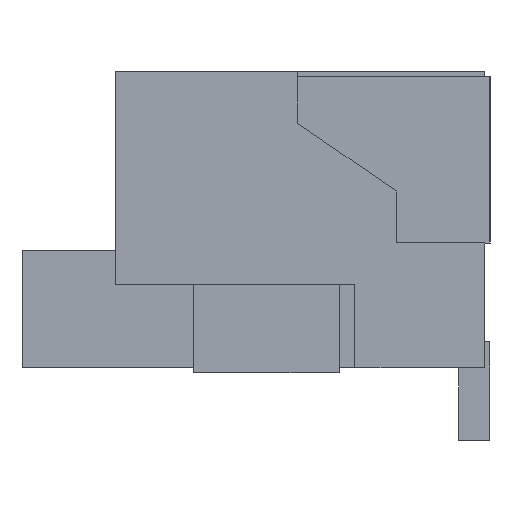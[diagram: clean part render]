
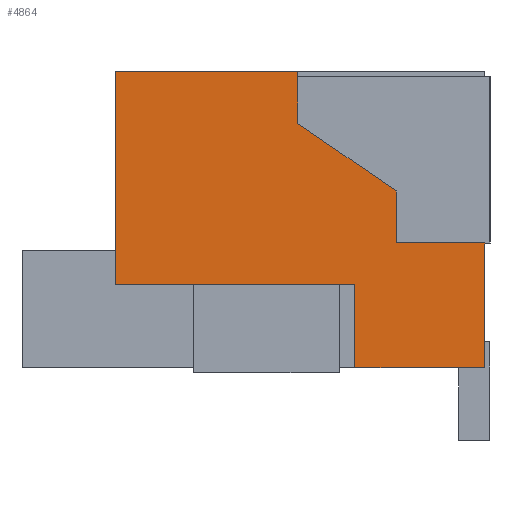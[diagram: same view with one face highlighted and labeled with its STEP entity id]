
A CAD part, left-side view. The second image highlights one B-rep face of the part: STEP entity #4864.
In plain terms, the highlighted planar face has unit normal (-1, 0, 0).
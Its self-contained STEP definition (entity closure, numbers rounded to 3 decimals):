
#4106 = DIRECTION ( 'NONE',  ( 0., 0., 1. ) ) ;
#4107 = VECTOR ( 'NONE', #4106, 1000. ) ;
#4108 = CARTESIAN_POINT ( 'NONE',  ( -11., 1.8, 0.55 ) ) ;
#4109 = LINE ( 'NONE', #4108, #4107 ) ;
#4294 = VERTEX_POINT ( 'NONE', #6754 ) ;
#4298 = VERTEX_POINT ( 'NONE', #6749 ) ;
#4302 = EDGE_CURVE ( 'NONE', #4298, #4294, #6809, .T. ) ;
#4501 = VERTEX_POINT ( 'NONE', #7098 ) ;
#4503 = EDGE_CURVE ( 'NONE', #4501, #4504, #7165, .T. ) ;
#4504 = VERTEX_POINT ( 'NONE', #7161 ) ;
#4598 = VERTEX_POINT ( 'NONE', #7307 ) ;
#4600 = EDGE_CURVE ( 'NONE', #4598, #4298, #7306, .T. ) ;
#4677 = VERTEX_POINT ( 'NONE', #7440 ) ;
#4683 = VERTEX_POINT ( 'NONE', #7430 ) ;
#4685 = EDGE_CURVE ( 'NONE', #4677, #4683, #7429, .T. ) ;
#4694 = VERTEX_POINT ( 'NONE', #7476 ) ;
#4696 = EDGE_CURVE ( 'NONE', #4598, #4694, #7475, .T. ) ;
#4787 = ORIENTED_EDGE ( 'NONE', *, *, #4788, .T. ) ;
#4788 = EDGE_CURVE ( 'NONE', #4683, #4504, #7634, .T. ) ;
#4789 = ORIENTED_EDGE ( 'NONE', *, *, #4503, .F. ) ;
#4790 = ORIENTED_EDGE ( 'NONE', *, *, #4791, .F. ) ;
#4791 = EDGE_CURVE ( 'NONE', #4848, #4501, #7630, .T. ) ;
#4848 = VERTEX_POINT ( 'NONE', #7730 ) ;
#4849 = ORIENTED_EDGE ( 'NONE', *, *, #4850, .F. ) ;
#4850 = EDGE_CURVE ( 'NONE', #4851, #4848, #7729, .T. ) ;
#4851 = VERTEX_POINT ( 'NONE', #7725 ) ;
#4852 = ORIENTED_EDGE ( 'NONE', *, *, #4853, .F. ) ;
#4853 = EDGE_CURVE ( 'NONE', #4294, #4851, #7724, .T. ) ;
#4854 = ORIENTED_EDGE ( 'NONE', *, *, #4302, .F. ) ;
#4864 = ADVANCED_FACE ( 'NONE', ( #7765 ), #7764, .T. ) ;
#4865 = EDGE_LOOP ( 'NONE', ( #4866, #4867, #4868, #4869, #4787, #4789, #4790, #4849, #4852, #4854 ) ) ;
#4866 = ORIENTED_EDGE ( 'NONE', *, *, #4600, .F. ) ;
#4867 = ORIENTED_EDGE ( 'NONE', *, *, #4696, .T. ) ;
#4868 = ORIENTED_EDGE ( 'NONE', *, *, #7854, .T. ) ;
#4869 = ORIENTED_EDGE ( 'NONE', *, *, #4685, .T. ) ;
#6749 = CARTESIAN_POINT ( 'NONE',  ( -11., 0.1, -2.85 ) ) ;
#6754 = CARTESIAN_POINT ( 'NONE',  ( -11., 2.6, -2.85 ) ) ;
#6806 = DIRECTION ( 'NONE',  ( 0., 1., 0. ) ) ;
#6807 = VECTOR ( 'NONE', #6806, 1000. ) ;
#6808 = CARTESIAN_POINT ( 'NONE',  ( -11., 0.1, -2.85 ) ) ;
#6809 = LINE ( 'NONE', #6808, #6807 ) ;
#7098 = CARTESIAN_POINT ( 'NONE',  ( -11., 7.2, 2.85 ) ) ;
#7161 = CARTESIAN_POINT ( 'NONE',  ( -11., 3.7, 2.85 ) ) ;
#7162 = DIRECTION ( 'NONE',  ( 0., -1., 0. ) ) ;
#7163 = VECTOR ( 'NONE', #7162, 1000. ) ;
#7164 = CARTESIAN_POINT ( 'NONE',  ( -11., 7.2, 2.85 ) ) ;
#7165 = LINE ( 'NONE', #7164, #7163 ) ;
#7303 = DIRECTION ( 'NONE',  ( 0., 0., -1. ) ) ;
#7304 = VECTOR ( 'NONE', #7303, 1000. ) ;
#7305 = CARTESIAN_POINT ( 'NONE',  ( -11., 0.1, 2.85 ) ) ;
#7306 = LINE ( 'NONE', #7305, #7304 ) ;
#7307 = CARTESIAN_POINT ( 'NONE',  ( -11., 0.1, -0.45 ) ) ;
#7426 = DIRECTION ( 'NONE',  ( 0., 0.825, 0.565 ) ) ;
#7427 = VECTOR ( 'NONE', #7426, 1000. ) ;
#7428 = CARTESIAN_POINT ( 'NONE',  ( -11., 3.7, 1.85 ) ) ;
#7429 = LINE ( 'NONE', #7428, #7427 ) ;
#7430 = CARTESIAN_POINT ( 'NONE',  ( -11., 3.7, 1.85 ) ) ;
#7440 = CARTESIAN_POINT ( 'NONE',  ( -11., 1.8, 0.55 ) ) ;
#7472 = DIRECTION ( 'NONE',  ( 0., 1., 0. ) ) ;
#7473 = VECTOR ( 'NONE', #7472, 1000. ) ;
#7474 = CARTESIAN_POINT ( 'NONE',  ( -11., 1.8, -0.45 ) ) ;
#7475 = LINE ( 'NONE', #7474, #7473 ) ;
#7476 = CARTESIAN_POINT ( 'NONE',  ( -11., 1.8, -0.45 ) ) ;
#7627 = DIRECTION ( 'NONE',  ( 0., 0., 1. ) ) ;
#7628 = VECTOR ( 'NONE', #7627, 1000. ) ;
#7629 = CARTESIAN_POINT ( 'NONE',  ( -11., 7.2, -0.6 ) ) ;
#7630 = LINE ( 'NONE', #7629, #7628 ) ;
#7631 = DIRECTION ( 'NONE',  ( 0., 0., 1. ) ) ;
#7632 = VECTOR ( 'NONE', #7631, 1000. ) ;
#7633 = CARTESIAN_POINT ( 'NONE',  ( -11., 3.7, 2.85 ) ) ;
#7634 = LINE ( 'NONE', #7633, #7632 ) ;
#7721 = DIRECTION ( 'NONE',  ( 0., 0., 1. ) ) ;
#7722 = VECTOR ( 'NONE', #7721, 1000. ) ;
#7723 = CARTESIAN_POINT ( 'NONE',  ( -11., 2.6, -2.85 ) ) ;
#7724 = LINE ( 'NONE', #7723, #7722 ) ;
#7725 = CARTESIAN_POINT ( 'NONE',  ( -11., 2.6, -1.25 ) ) ;
#7726 = DIRECTION ( 'NONE',  ( 0., 1., 0. ) ) ;
#7727 = VECTOR ( 'NONE', #7726, 1000. ) ;
#7728 = CARTESIAN_POINT ( 'NONE',  ( -11., 2.6, -1.25 ) ) ;
#7729 = LINE ( 'NONE', #7728, #7727 ) ;
#7730 = CARTESIAN_POINT ( 'NONE',  ( -11., 7.2, -1.25 ) ) ;
#7760 = DIRECTION ( 'NONE',  ( 0., 0., 1. ) ) ;
#7761 = DIRECTION ( 'NONE',  ( -1., 0., 0. ) ) ;
#7762 = CARTESIAN_POINT ( 'NONE',  ( -11., 0.1, -2.85 ) ) ;
#7763 = AXIS2_PLACEMENT_3D ( 'NONE', #7762, #7761, #7760 ) ;
#7764 = PLANE ( 'NONE',  #7763 ) ;
#7765 = FACE_OUTER_BOUND ( 'NONE', #4865, .T. ) ;
#7854 = EDGE_CURVE ( 'NONE', #4694, #4677, #4109, .T. ) ;
